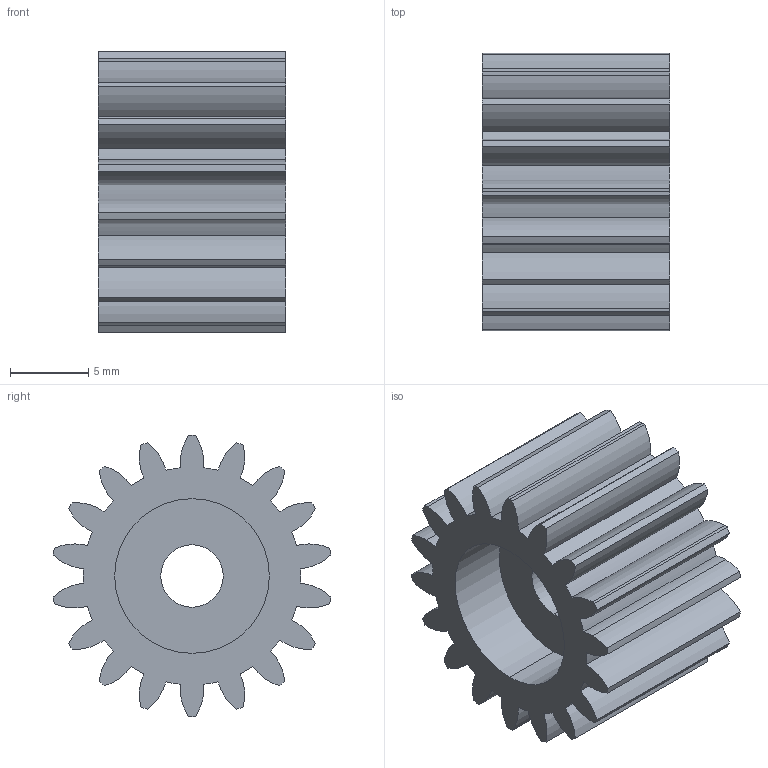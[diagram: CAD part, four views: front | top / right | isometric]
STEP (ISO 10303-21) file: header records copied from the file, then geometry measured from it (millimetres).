
FILE_DESCRIPTION (( 'STEP AP214' ), '1' );
FILE_NAME ('18T_Planet.STEP', '2025-04-11T06:55:33', ( '' ), ( '' ), 'SwSTEP 2.0', 'SolidWorks 2024', '' );
FILE_SCHEMA (( 'AUTOMOTIVE_DESIGN' ));
Length unit declared in the file: millimetre
Products named in the file (1): 18T_Planet
Bounding box: 12 x 17.8 x 18 mm (x, y, z)
Volume: 1902 mm3; surface area: 1851.8 mm2
Topology: 1 solids, 1 shells, 87 faces, 249 edges, 166 vertices
Faces by surface type: cylinder 83, plane 4
Entity records: 2976 total; most frequent: DIRECTION 591, CARTESIAN_POINT 503, ORIENTED_EDGE 498, AXIS2_PLACEMENT_3D 254, EDGE_CURVE 249, VERTEX_POINT 166, CIRCLE 166, EDGE_LOOP 91
